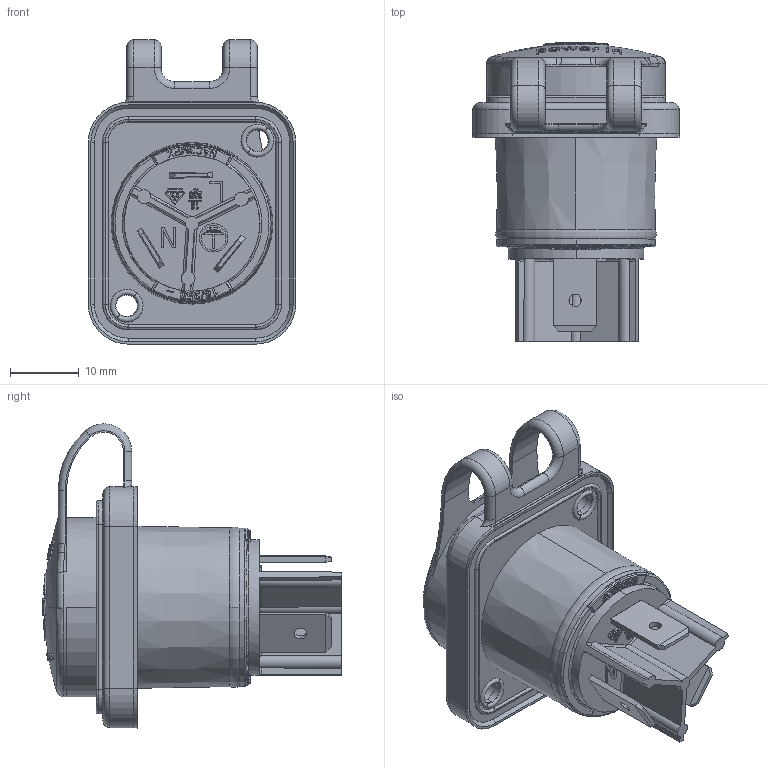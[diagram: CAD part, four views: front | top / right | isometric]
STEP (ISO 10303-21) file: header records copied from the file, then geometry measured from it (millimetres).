
FILE_DESCRIPTION((''),'2;1');
FILE_NAME('SCNAC-01-SEALING_ASM','2023-06-26T14:14:46',('yuj'),(''),'CREO PARAMETRIC BY PTC INC, 2021184','CREO PARAMETRIC BY PTC INC, 2021184','');
FILE_SCHEMA(('AUTOMOTIVE_DESIGN { 1 0 10303 214 1 1 1 1 }'));
Length unit declared in the file: millimetre
Products named in the file (14): 91219451_1; 91419571_1; 91219461_1; 91424161_1; 91901310_AF0_1; NAC3MPX-TOP_ASM_1_ASM; NAC3MPX-TOP_ASM_ASM; 024_11_1; 024_2_1; 1_1; PRT0002_1; SCNAC-01_B_ASM_1_ASM; SCNAC-01_B_ASM_ASM; SCNAC-01-SEALING_ASM
Assembly tree (15 placements, depth 4):
  SCNAC-01-SEALING_ASM
    NAC3MPX-TOP_ASM_ASM
      NAC3MPX-TOP_ASM_1_ASM
        91219451_1
        91419571_1  x3
        91219461_1
        91424161_1
        91901310_AF0_1
    SCNAC-01_B_ASM_ASM
      SCNAC-01_B_ASM_1_ASM
        024_11_1
        024_2_1
        1_1
        PRT0002_1
Bounding box: 30.14 x 43.5 x 44.24 mm (x, y, z)
Volume: 10657.2 mm3; surface area: 16916.9 mm2
Topology: 11 solids, 11 shells, 2949 faces, 8110 edges, 5249 vertices
Faces by surface type: plane 1397, cylinder 463, extrusion 385, torus 268, bspline 243, cone 126, sphere 67
Entity records: 105225 total; most frequent: CARTESIAN_POINT 33011, ORIENTED_EDGE 15536, DIRECTION 13463, EDGE_CURVE 7768, VERTEX_POINT 5069, AXIS2_PLACEMENT_3D 4683, VECTOR 4059, LINE 3674
